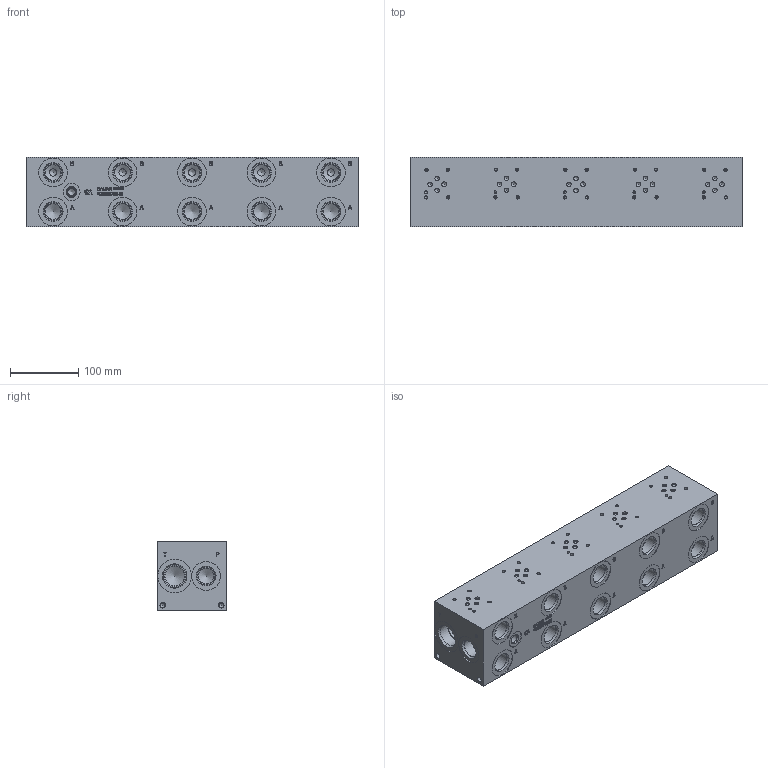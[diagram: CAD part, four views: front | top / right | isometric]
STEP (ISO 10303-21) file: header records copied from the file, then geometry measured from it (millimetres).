
FILE_DESCRIPTION(/* description */ (''),/* implementation_level */ '2;1');
FILE_NAME(/* name */ '_D03HP054S.stp',/* time_stamp */ '2020-03-13T09:43:30-04:00',/* author */ ('devonn'),/* organization */ (''),/* preprocessor_version */ 'ST-DEVELOPER v17',/* originating_system */ 'Autodesk Inventor 2019',/* authorisation */ '');
FILE_SCHEMA (('AUTOMOTIVE_DESIGN { 1 0 10303 214 3 1 1 }'));
Length unit declared in the file: millimetre
Products named in the file (1): Part_AD03HP054S_3D
Bounding box: 485.77 x 101.6 x 101.6 mm (x, y, z)
Volume: 4727611.9 mm3; surface area: 265507.8 mm2
Topology: 1 solids, 1 shells, 942 faces, 2572 edges, 1747 vertices
Faces by surface type: plane 476, bspline 196, cylinder 154, cone 116
Full cylindrical faces by diameter (mm): 3.785 x20, 3.962 x5, 4.826 x20, 6.35 x15, 6.528 x4, 7.137 x5, 7.925 x4, 10.719 x6, 12.9 x1, 14.275 x1, 14.529 x1, 23.012 x12, 24.917 x12, 25.019 x1, 26.99 x2, 27 x10, 27.432 x12, 28.575 x2, 31.267 x2, 33.34 x1, 33.35 x1, 33.757 x2, 35.509 x1, 42.037 x12, 49.124 x2
Entity records: 31327 total; most frequent: CARTESIAN_POINT 7746, ORIENTED_EDGE 5016, DIRECTION 4183, EDGE_CURVE 2508, VERTEX_POINT 1747, LINE 1543, VECTOR 1543, AXIS2_PLACEMENT_3D 1320
